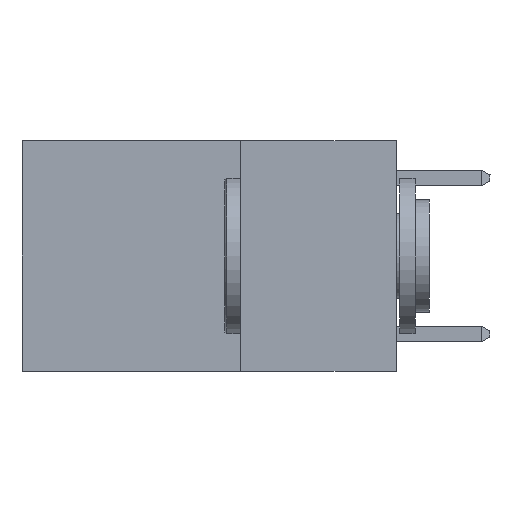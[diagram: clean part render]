
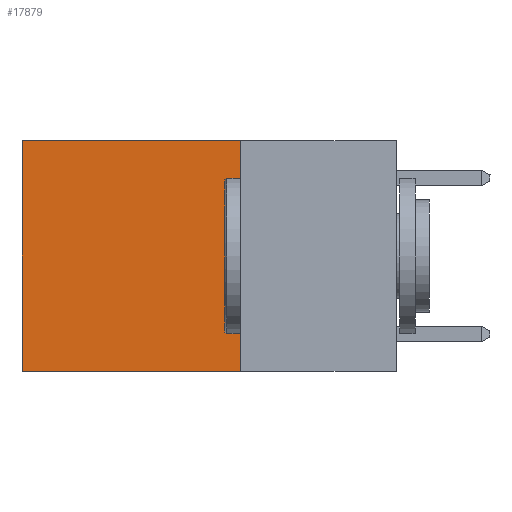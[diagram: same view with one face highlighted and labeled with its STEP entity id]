
A CAD part, left-side view. The second image highlights one B-rep face of the part: STEP entity #17879.
In plain terms, the highlighted planar face has unit normal (-1, 0, 0).
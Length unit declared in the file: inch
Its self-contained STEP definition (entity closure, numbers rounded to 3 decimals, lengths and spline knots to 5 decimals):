
#471 = FACE_OUTER_BOUND ( 'NONE', #3073, .T. ) ;
#1438 = VECTOR ( 'NONE', #19336, 39.37008 ) ;
#1522 = VECTOR ( 'NONE', #15918, 39.37008 ) ;
#2402 = DIRECTION ( 'NONE',  ( 1., 0., 0. ) ) ;
#2509 = CARTESIAN_POINT ( 'NONE',  ( 0.2625, 0.6, 0. ) ) ;
#2911 = ORIENTED_EDGE ( 'NONE', *, *, #17837, .T. ) ;
#3073 = EDGE_LOOP ( 'NONE', ( #2911, #22005, #4261, #8879 ) ) ;
#3552 = EDGE_CURVE ( 'NONE', #24810, #7648, #14957, .T. ) ;
#4261 = ORIENTED_EDGE ( 'NONE', *, *, #15629, .F. ) ;
#4332 = CARTESIAN_POINT ( 'NONE',  ( 0.2625, 0.25, 0. ) ) ;
#4626 = DIRECTION ( 'NONE',  ( 0., 1., 0. ) ) ;
#5491 = VERTEX_POINT ( 'NONE', #20897 ) ;
#6387 = PLANE ( 'NONE',  #17121 ) ;
#7648 = VERTEX_POINT ( 'NONE', #2509 ) ;
#7709 = CARTESIAN_POINT ( 'NONE',  ( 0.2625, 0.6, 0. ) ) ;
#8879 = ORIENTED_EDGE ( 'NONE', *, *, #3552, .T. ) ;
#9914 = VERTEX_POINT ( 'NONE', #16088 ) ;
#12195 = DIRECTION ( 'NONE',  ( 0., 0., -1. ) ) ;
#13171 = VECTOR ( 'NONE', #4626, 39.37008 ) ;
#14534 = CARTESIAN_POINT ( 'NONE',  ( 0.2625, 0.25, 0. ) ) ;
#14957 = LINE ( 'NONE', #25137, #16764 ) ;
#15083 = DIRECTION ( 'NONE',  ( 0., 1., 0. ) ) ;
#15629 = EDGE_CURVE ( 'NONE', #24810, #9914, #15713, .T. ) ;
#15713 = LINE ( 'NONE', #19852, #1438 ) ;
#15918 = DIRECTION ( 'NONE',  ( 0., 0., -1. ) ) ;
#16088 = CARTESIAN_POINT ( 'NONE',  ( 0.2625, 0.25, -0.37 ) ) ;
#16764 = VECTOR ( 'NONE', #15083, 39.37008 ) ;
#16973 = CARTESIAN_POINT ( 'NONE',  ( 0.2625, 0.25, -0.37 ) ) ;
#17121 = AXIS2_PLACEMENT_3D ( 'NONE', #4332, #2402, #12195 ) ;
#17837 = EDGE_CURVE ( 'NONE', #7648, #5491, #17872, .T. ) ;
#17872 = LINE ( 'NONE', #7709, #1522 ) ;
#17879 = ADVANCED_FACE ( 'NONE', ( #471 ), #6387, .F. ) ;
#18789 = LINE ( 'NONE', #16973, #13171 ) ;
#19336 = DIRECTION ( 'NONE',  ( 0., 0., -1. ) ) ;
#19852 = CARTESIAN_POINT ( 'NONE',  ( 0.2625, 0.25, 0. ) ) ;
#20897 = CARTESIAN_POINT ( 'NONE',  ( 0.2625, 0.6, -0.37 ) ) ;
#22005 = ORIENTED_EDGE ( 'NONE', *, *, #24863, .F. ) ;
#24810 = VERTEX_POINT ( 'NONE', #14534 ) ;
#24863 = EDGE_CURVE ( 'NONE', #9914, #5491, #18789, .T. ) ;
#25137 = CARTESIAN_POINT ( 'NONE',  ( 0.2625, 0.25, 0. ) ) ;
